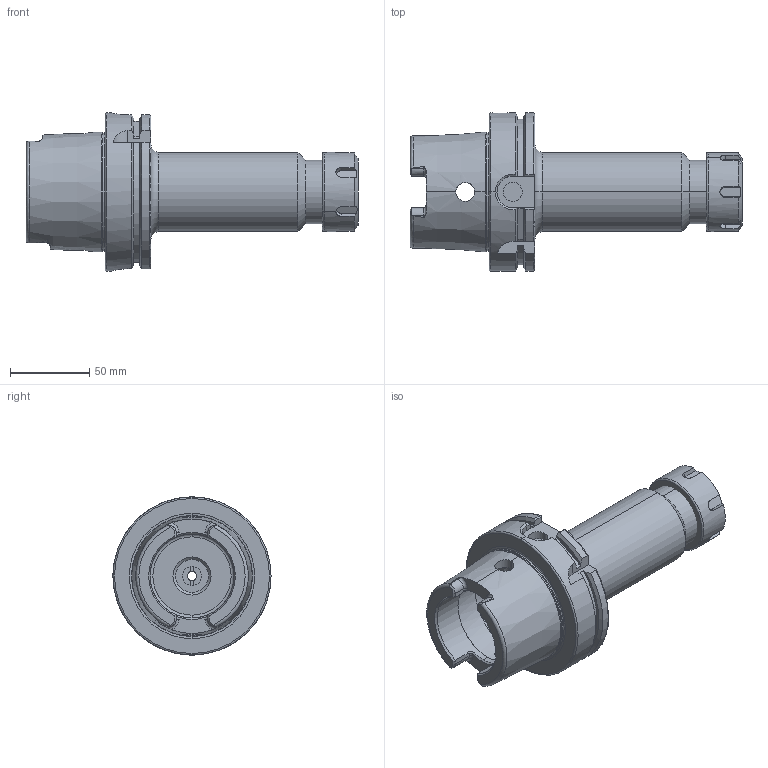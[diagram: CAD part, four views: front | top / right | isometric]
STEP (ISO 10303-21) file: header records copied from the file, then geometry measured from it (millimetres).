
FILE_DESCRIPTION (( 'STEP AP203' ), '1' );
FILE_NAME ('91100A-ER8 32160.STEP', '2015-09-05T09:21:52', ( '' ), ( '' ), 'SwSTEP 2.0', 'SolidWorks 2009', '' );
FILE_SCHEMA (( 'CONFIG_CONTROL_DESIGN' ));
Length unit declared in the file: millimetre
Products named in the file (4): 91100A-ER8 32160; HSKA100 CCH ER32 160 WW; FTNUTER32; FTSCWM22X1.5
Assembly tree (3 placements, depth 2):
  91100A-ER8 32160
    FTSCWM22X1.5
    HSKA100 CCH ER32 160 WW
    FTNUTER32
Bounding box: 210 x 100 x 100 mm (x, y, z)
Volume: 456474.4 mm3; surface area: 85368.2 mm2
Topology: 3 solids, 3 shells, 261 faces, 662 edges, 412 vertices
Faces by surface type: plane 95, cylinder 68, cone 57, torus 31, bspline 10
Entity records: 9727 total; most frequent: CARTESIAN_POINT 3154, ORIENTED_EDGE 1320, DIRECTION 1276, EDGE_CURVE 660, AXIS2_PLACEMENT_3D 511, VERTEX_POINT 412, EDGE_LOOP 278, ADVANCED_FACE 261
